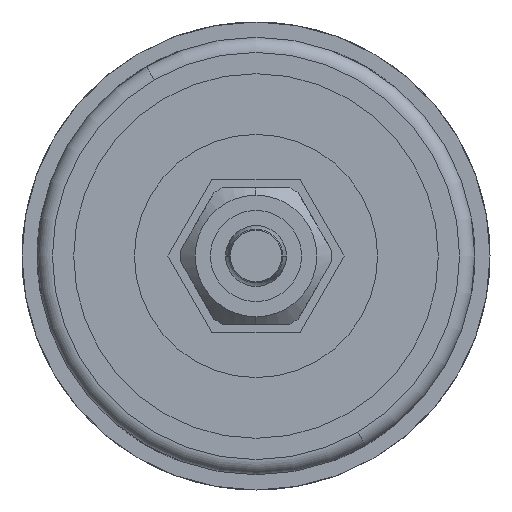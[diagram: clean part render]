
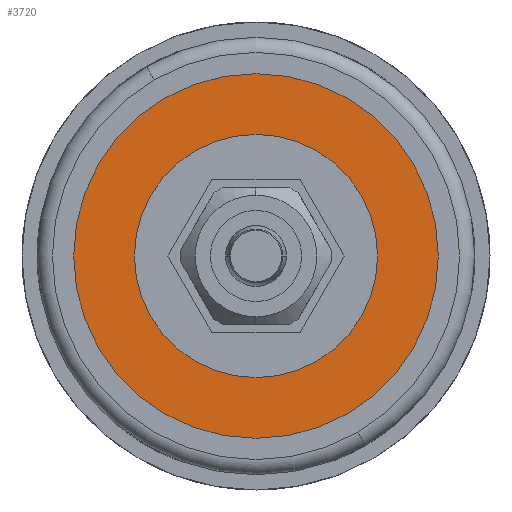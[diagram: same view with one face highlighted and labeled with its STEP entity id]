
A CAD part, front view. The second image highlights one B-rep face of the part: STEP entity #3720.
In plain terms, the highlighted planar face has unit normal (0, -1, 0).
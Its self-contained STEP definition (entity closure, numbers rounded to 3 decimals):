
#87 = DIRECTION ( 'NONE',  ( 0., -1., 0. ) ) ;
#885 = EDGE_CURVE ( 'Defeature ausgef�hrt2_61+Defeature ausgef�hrt2_50+Defeature ausgef�hrt2_50+Defeature ausgef�hrt2_50', #11840, #10565, #8608, .T. ) ;
#1550 = AXIS2_PLACEMENT_3D ( 'NONE', #10531, #7413, #7273 ) ;
#1589 = CARTESIAN_POINT ( 'NONE',  ( 0., -45.5, 0. ) ) ;
#2418 = VERTEX_POINT ( 'NONE', #10051 ) ;
#3720 = ADVANCED_FACE ( 'Defeature ausgef�hrt2_50', ( #7513, #10693 ), #5745, .F. ) ;
#4483 = CARTESIAN_POINT ( 'NONE',  ( 0., -45.5, 0. ) ) ;
#4548 = ORIENTED_EDGE ( 'NONE', *, *, #11686, .F. ) ;
#4563 = DIRECTION ( 'NONE',  ( 0., 0., 1. ) ) ;
#5018 = ORIENTED_EDGE ( 'NONE', *, *, #885, .F. ) ;
#5745 = PLANE ( 'NONE',  #8015 ) ;
#5946 = EDGE_LOOP ( 'NONE', ( #6483, #4548 ) ) ;
#6086 = CARTESIAN_POINT ( 'NONE',  ( -3., -45.5, 5.196 ) ) ;
#6310 = ORIENTED_EDGE ( 'NONE', *, *, #9200, .F. ) ;
#6361 = CIRCLE ( 'NONE', #11560, 4. ) ;
#6366 = DIRECTION ( 'NONE',  ( 0., 1., 0. ) ) ;
#6483 = ORIENTED_EDGE ( 'NONE', *, *, #11761, .F. ) ;
#6711 = CARTESIAN_POINT ( 'NONE',  ( 0., -45.5, -4. ) ) ;
#7139 = CIRCLE ( 'NONE', #7352, 6. ) ;
#7189 = AXIS2_PLACEMENT_3D ( 'NONE', #10998, #87, #9898 ) ;
#7273 = DIRECTION ( 'NONE',  ( -0.5, 0., 0.866 ) ) ;
#7352 = AXIS2_PLACEMENT_3D ( 'NONE', #4483, #6366, #8467 ) ;
#7413 = DIRECTION ( 'NONE',  ( 0., 1., 0. ) ) ;
#7513 = FACE_OUTER_BOUND ( 'NONE', #9218, .T. ) ;
#7766 = CARTESIAN_POINT ( 'NONE',  ( 5.196, -45.5, 3. ) ) ;
#7931 = VERTEX_POINT ( 'NONE', #6711 ) ;
#8015 = AXIS2_PLACEMENT_3D ( 'NONE', #7766, #10630, #12507 ) ;
#8076 = CARTESIAN_POINT ( 'NONE',  ( 3., -45.5, -5.196 ) ) ;
#8467 = DIRECTION ( 'NONE',  ( -0.5, 0., 0.866 ) ) ;
#8608 = CIRCLE ( 'NONE', #1550, 6. ) ;
#9200 = EDGE_CURVE ( 'Defeature ausgef�hrt2_61+Defeature ausgef�hrt2_50+Defeature ausgef�hrt2_50+Defeature ausgef�hrt2_50', #10565, #11840, #7139, .T. ) ;
#9218 = EDGE_LOOP ( 'NONE', ( #6310, #5018 ) ) ;
#9520 = DIRECTION ( 'NONE',  ( 0., -1., 0. ) ) ;
#9898 = DIRECTION ( 'NONE',  ( 0., 0., 1. ) ) ;
#10051 = CARTESIAN_POINT ( 'NONE',  ( 0., -45.5, 4. ) ) ;
#10525 = CIRCLE ( 'NONE', #7189, 4. ) ;
#10531 = CARTESIAN_POINT ( 'NONE',  ( 0., -45.5, 0. ) ) ;
#10565 = VERTEX_POINT ( 'NONE', #6086 ) ;
#10630 = DIRECTION ( 'NONE',  ( 0., 1., 0. ) ) ;
#10693 = FACE_BOUND ( 'NONE', #5946, .T. ) ;
#10998 = CARTESIAN_POINT ( 'NONE',  ( 0., -45.5, 0. ) ) ;
#11560 = AXIS2_PLACEMENT_3D ( 'NONE', #1589, #9520, #4563 ) ;
#11686 = EDGE_CURVE ( 'Defeature ausgef�hrt2_60+Defeature ausgef�hrt2_50+Defeature ausgef�hrt2_50+Defeature ausgef�hrt2_50', #7931, #2418, #6361, .T. ) ;
#11761 = EDGE_CURVE ( 'Defeature ausgef�hrt2_60+Defeature ausgef�hrt2_50+Defeature ausgef�hrt2_50+Defeature ausgef�hrt2_50', #2418, #7931, #10525, .T. ) ;
#11840 = VERTEX_POINT ( 'NONE', #8076 ) ;
#12507 = DIRECTION ( 'NONE',  ( -0.5, 0., 0.866 ) ) ;
